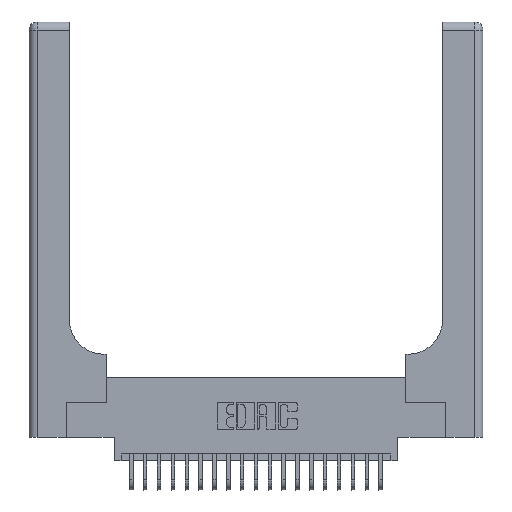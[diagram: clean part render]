
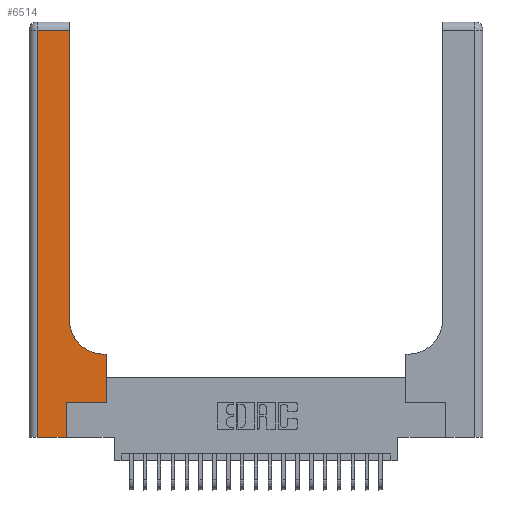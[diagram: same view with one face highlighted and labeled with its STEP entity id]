
A CAD part, top view. The second image highlights one B-rep face of the part: STEP entity #6514.
In plain terms, the highlighted planar face has unit normal (0, 0, 1).
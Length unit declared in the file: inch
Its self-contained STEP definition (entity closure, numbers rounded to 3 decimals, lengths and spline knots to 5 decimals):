
#101 = CARTESIAN_POINT ( 'NONE',  ( 0.269, 0.25, 0.37 ) ) ;
#1088 = CARTESIAN_POINT ( 'NONE',  ( 0.2915, 0.85, 0.37 ) ) ;
#1125 = VERTEX_POINT ( 'NONE', #2092 ) ;
#1849 = ORIENTED_EDGE ( 'NONE', *, *, #10256, .T. ) ;
#1905 = EDGE_CURVE ( 'NONE', #16547, #9455, #14679, .T. ) ;
#2092 = CARTESIAN_POINT ( 'NONE',  ( 0.5415, 0.6, 0.37 ) ) ;
#2264 = LINE ( 'NONE', #7978, #7606 ) ;
#2445 = CARTESIAN_POINT ( 'NONE',  ( 0.2915, 3., 0.37 ) ) ;
#2732 = VERTEX_POINT ( 'NONE', #23751 ) ;
#3270 = CARTESIAN_POINT ( 'NONE',  ( 0.2915, 2.94, 0.37 ) ) ;
#3930 = LINE ( 'NONE', #19590, #4564 ) ;
#4010 = EDGE_CURVE ( 'NONE', #14487, #5679, #6647, .T. ) ;
#4030 = DIRECTION ( 'NONE',  ( 0., 1., 0. ) ) ;
#4127 = DIRECTION ( 'NONE',  ( 1., 0., 0. ) ) ;
#4224 = CARTESIAN_POINT ( 'NONE',  ( 0.5415, 0.85, 0.37 ) ) ;
#4564 = VECTOR ( 'NONE', #17705, 39.37008 ) ;
#5113 = VECTOR ( 'NONE', #4030, 39.37008 ) ;
#5451 = CARTESIAN_POINT ( 'NONE',  ( 0.5585, 0.25, 0.37 ) ) ;
#5567 = AXIS2_PLACEMENT_3D ( 'NONE', #4224, #17919, #6258 ) ;
#5679 = VERTEX_POINT ( 'NONE', #5451 ) ;
#5919 = ORIENTED_EDGE ( 'NONE', *, *, #12016, .T. ) ;
#5974 = ORIENTED_EDGE ( 'NONE', *, *, #17706, .T. ) ;
#6258 = DIRECTION ( 'NONE',  ( 1., 0., 0. ) ) ;
#6286 = CARTESIAN_POINT ( 'NONE',  ( 0.269, 0., 0.37 ) ) ;
#6287 = CIRCLE ( 'NONE', #5567, 0.25 ) ;
#6448 = CARTESIAN_POINT ( 'NONE',  ( 0.269, 0.25, 0.37 ) ) ;
#6514 = ADVANCED_FACE ( 'NONE', ( #10494 ), #21277, .F. ) ;
#6572 = EDGE_CURVE ( 'NONE', #17492, #1125, #3930, .T. ) ;
#6647 = LINE ( 'NONE', #101, #21370 ) ;
#7019 = VERTEX_POINT ( 'NONE', #3270 ) ;
#7172 = ORIENTED_EDGE ( 'NONE', *, *, #23107, .T. ) ;
#7606 = VECTOR ( 'NONE', #19531, 39.37008 ) ;
#7651 = LINE ( 'NONE', #17733, #5113 ) ;
#7937 = EDGE_CURVE ( 'NONE', #5679, #17492, #7651, .T. ) ;
#7978 = CARTESIAN_POINT ( 'NONE',  ( 0., 2.94, 0.37 ) ) ;
#8011 = DIRECTION ( 'NONE',  ( 0., -1., 0. ) ) ;
#8669 = VECTOR ( 'NONE', #18123, 39.37008 ) ;
#9455 = VERTEX_POINT ( 'NONE', #17458 ) ;
#9794 = CARTESIAN_POINT ( 'NONE',  ( 0., 3., 0.37 ) ) ;
#9876 = DIRECTION ( 'NONE',  ( 0., 0., -1. ) ) ;
#10130 = VECTOR ( 'NONE', #8011, 39.37008 ) ;
#10256 = EDGE_CURVE ( 'NONE', #2732, #14487, #18444, .T. ) ;
#10432 = DIRECTION ( 'NONE',  ( 1., 0., 0. ) ) ;
#10494 = FACE_OUTER_BOUND ( 'NONE', #16066, .T. ) ;
#12016 = EDGE_CURVE ( 'NONE', #9455, #2732, #13006, .T. ) ;
#12115 = VECTOR ( 'NONE', #14190, 39.37008 ) ;
#12221 = VERTEX_POINT ( 'NONE', #1088 ) ;
#12381 = VECTOR ( 'NONE', #10432, 39.37008 ) ;
#12987 = ORIENTED_EDGE ( 'NONE', *, *, #13185, .T. ) ;
#13006 = LINE ( 'NONE', #23638, #12381 ) ;
#13011 = ORIENTED_EDGE ( 'NONE', *, *, #1905, .T. ) ;
#13053 = ORIENTED_EDGE ( 'NONE', *, *, #4010, .T. ) ;
#13185 = EDGE_CURVE ( 'NONE', #12221, #7019, #23218, .T. ) ;
#14161 = ORIENTED_EDGE ( 'NONE', *, *, #7937, .T. ) ;
#14190 = DIRECTION ( 'NONE',  ( 0., 1., 0. ) ) ;
#14487 = VERTEX_POINT ( 'NONE', #6448 ) ;
#14679 = LINE ( 'NONE', #19562, #10130 ) ;
#14766 = ORIENTED_EDGE ( 'NONE', *, *, #6572, .T. ) ;
#16066 = EDGE_LOOP ( 'NONE', ( #12987, #7172, #13011, #5919, #1849, #13053, #14161, #14766, #5974 ) ) ;
#16547 = VERTEX_POINT ( 'NONE', #22081 ) ;
#17458 = CARTESIAN_POINT ( 'NONE',  ( 0.06, 0., 0.37 ) ) ;
#17492 = VERTEX_POINT ( 'NONE', #19002 ) ;
#17705 = DIRECTION ( 'NONE',  ( -1., 0., 0. ) ) ;
#17706 = EDGE_CURVE ( 'NONE', #1125, #12221, #6287, .T. ) ;
#17733 = CARTESIAN_POINT ( 'NONE',  ( 0.5585, 0.25, 0.37 ) ) ;
#17919 = DIRECTION ( 'NONE',  ( 0., 0., -1. ) ) ;
#18123 = DIRECTION ( 'NONE',  ( 0., 1., 0. ) ) ;
#18444 = LINE ( 'NONE', #6286, #12115 ) ;
#19002 = CARTESIAN_POINT ( 'NONE',  ( 0.5585, 0.6, 0.37 ) ) ;
#19531 = DIRECTION ( 'NONE',  ( -1., 0., 0. ) ) ;
#19562 = CARTESIAN_POINT ( 'NONE',  ( 0.06, 3., 0.37 ) ) ;
#19590 = CARTESIAN_POINT ( 'NONE',  ( 0.2915, 0.6, 0.37 ) ) ;
#21277 = PLANE ( 'NONE',  #23143 ) ;
#21370 = VECTOR ( 'NONE', #4127, 39.37008 ) ;
#22081 = CARTESIAN_POINT ( 'NONE',  ( 0.06, 2.94, 0.37 ) ) ;
#23105 = DIRECTION ( 'NONE',  ( -1., 0., 0. ) ) ;
#23107 = EDGE_CURVE ( 'NONE', #7019, #16547, #2264, .T. ) ;
#23143 = AXIS2_PLACEMENT_3D ( 'NONE', #9794, #9876, #23105 ) ;
#23218 = LINE ( 'NONE', #2445, #8669 ) ;
#23638 = CARTESIAN_POINT ( 'NONE',  ( 0., 0., 0.37 ) ) ;
#23751 = CARTESIAN_POINT ( 'NONE',  ( 0.269, 0., 0.37 ) ) ;
